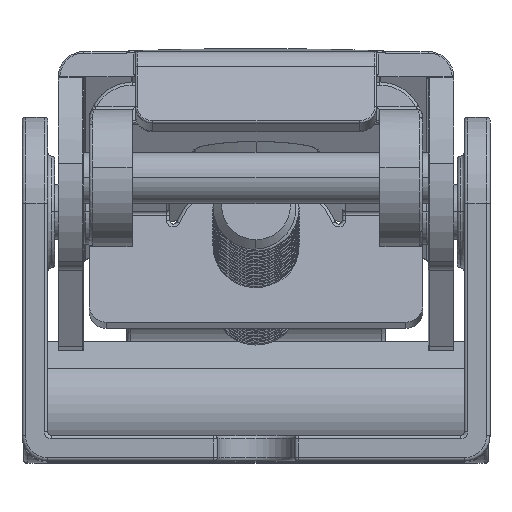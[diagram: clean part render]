
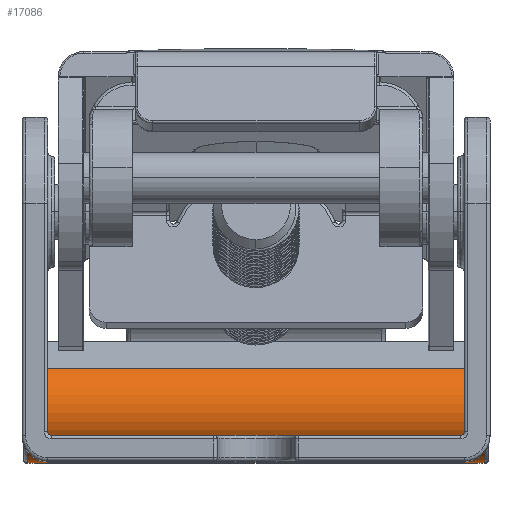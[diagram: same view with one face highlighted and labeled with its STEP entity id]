
A CAD part, top view. The second image highlights one B-rep face of the part: STEP entity #17086.
In plain terms, the highlighted cylindrical face has radius 3 mm (diameter 6 mm), a partial arc.
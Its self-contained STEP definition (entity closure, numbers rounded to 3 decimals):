
#4283 = DIRECTION ( 'NONE',  ( -1., 0., 0. ) ) ;
#4890 = CIRCLE ( 'NONE', #4906, 3. ) ;
#4906 = AXIS2_PLACEMENT_3D ( 'NONE', #4912, #4283, #5099 ) ;
#4912 = CARTESIAN_POINT ( 'NONE',  ( 13.3, -0.001, 3. ) ) ;
#5099 = DIRECTION ( 'NONE',  ( 0., 0., 1. ) ) ;
#6254 = EDGE_LOOP ( 'NONE', ( #6406, #6403, #6426, #6460 ) ) ;
#6403 = ORIENTED_EDGE ( 'NONE', *, *, #6415, .T. ) ;
#6406 = ORIENTED_EDGE ( 'NONE', *, *, #34216, .F. ) ;
#6415 = EDGE_CURVE ( 'NONE', #37951, #6459, #4890, .T. ) ;
#6426 = ORIENTED_EDGE ( 'NONE', *, *, #6541, .T. ) ;
#6440 = VERTEX_POINT ( 'NONE', #7516 ) ;
#6459 = VERTEX_POINT ( 'NONE', #7606 ) ;
#6460 = ORIENTED_EDGE ( 'NONE', *, *, #6534, .T. ) ;
#6534 = EDGE_CURVE ( 'NONE', #6440, #17082, #8078, .T. ) ;
#6541 = EDGE_CURVE ( 'NONE', #6459, #6440, #8086, .T. ) ;
#7516 = CARTESIAN_POINT ( 'NONE',  ( -13.3, -0.001, 0. ) ) ;
#7606 = CARTESIAN_POINT ( 'NONE',  ( 13.3, -0.001, 0. ) ) ;
#8072 = DIRECTION ( 'NONE',  ( 0., 0., 1. ) ) ;
#8077 = DIRECTION ( 'NONE',  ( 1., 0., 0. ) ) ;
#8078 = CIRCLE ( 'NONE', #8081, 3. ) ;
#8079 = CARTESIAN_POINT ( 'NONE',  ( -13.3, -0.001, 3. ) ) ;
#8080 = VECTOR ( 'NONE', #8108, 1000. ) ;
#8081 = AXIS2_PLACEMENT_3D ( 'NONE', #8079, #8077, #8072 ) ;
#8085 = CARTESIAN_POINT ( 'NONE',  ( 0., -0.001, 0. ) ) ;
#8086 = LINE ( 'NONE', #8085, #8080 ) ;
#8108 = DIRECTION ( 'NONE',  ( -1., 0., 0. ) ) ;
#17082 = VERTEX_POINT ( 'NONE', #30682 ) ;
#17086 = ADVANCED_FACE ( 'NONE', ( #30702 ), #30696, .T. ) ;
#19949 = DIRECTION ( 'NONE',  ( -1., 0., 0. ) ) ;
#19950 = VECTOR ( 'NONE', #19949, 1000. ) ;
#19951 = CARTESIAN_POINT ( 'NONE',  ( 0., 1.633, 5.516 ) ) ;
#19954 = LINE ( 'NONE', #19951, #19950 ) ;
#26201 = CARTESIAN_POINT ( 'NONE',  ( 13.3, 1.633, 5.516 ) ) ;
#30671 = CARTESIAN_POINT ( 'NONE',  ( 13.5, -0.001, 3. ) ) ;
#30682 = CARTESIAN_POINT ( 'NONE',  ( -13.3, 1.633, 5.516 ) ) ;
#30696 = CYLINDRICAL_SURFACE ( 'NONE', #30698, 3. ) ;
#30698 = AXIS2_PLACEMENT_3D ( 'NONE', #30671, #30712, #30711 ) ;
#30702 = FACE_OUTER_BOUND ( 'NONE', #6254, .T. ) ;
#30711 = DIRECTION ( 'NONE',  ( 0., -1., 0. ) ) ;
#30712 = DIRECTION ( 'NONE',  ( -1., 0., 0. ) ) ;
#34216 = EDGE_CURVE ( 'NONE', #37951, #17082, #19954, .T. ) ;
#37951 = VERTEX_POINT ( 'NONE', #26201 ) ;
